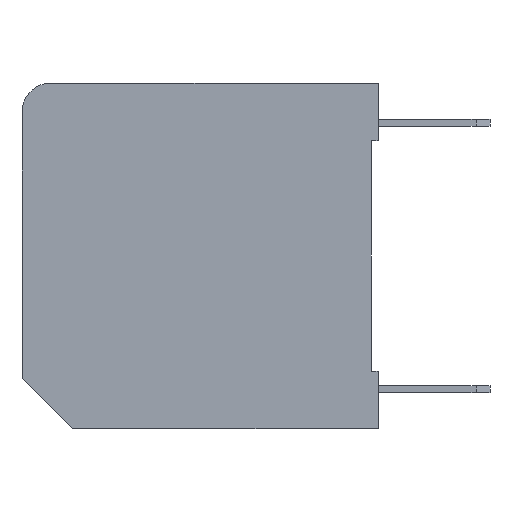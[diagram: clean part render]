
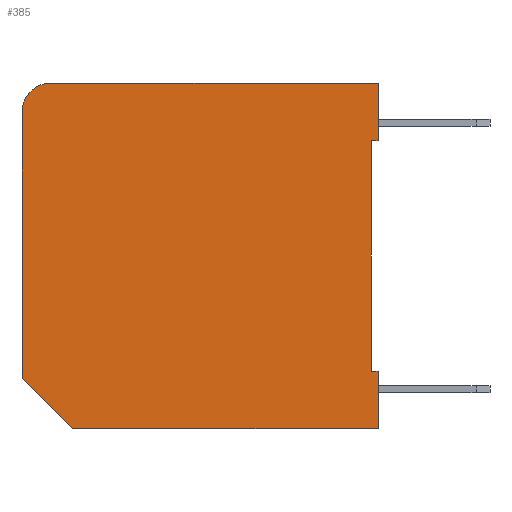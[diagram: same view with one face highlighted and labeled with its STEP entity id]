
A CAD part, left-side view. The second image highlights one B-rep face of the part: STEP entity #385.
In plain terms, the highlighted planar face has unit normal (-1, 0, 0).
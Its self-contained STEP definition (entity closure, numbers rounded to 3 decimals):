
#385=ADVANCED_FACE('',(#779),#780,.F.);
#779=FACE_OUTER_BOUND('',#1164,.T.);
#780=PLANE('',#1165);
#1164=EDGE_LOOP('',(#2262,#2263,#2264,#2265,#2266,#2267,#2268,#2269,#2270,#2271));
#1165=AXIS2_PLACEMENT_3D('',#2272,#2273,#2274);
#2262=ORIENTED_EDGE('',*,*,#2662,.F.);
#2263=ORIENTED_EDGE('',*,*,#2699,.F.);
#2264=ORIENTED_EDGE('',*,*,#2702,.F.);
#2265=ORIENTED_EDGE('',*,*,#2635,.F.);
#2266=ORIENTED_EDGE('',*,*,#2705,.F.);
#2267=ORIENTED_EDGE('',*,*,#2689,.F.);
#2268=ORIENTED_EDGE('',*,*,#2694,.F.);
#2269=ORIENTED_EDGE('',*,*,#2682,.T.);
#2270=ORIENTED_EDGE('',*,*,#2676,.F.);
#2271=ORIENTED_EDGE('',*,*,#2669,.T.);
#2272=CARTESIAN_POINT('',(0.,4.714,-4.878));
#2273=DIRECTION('',(1.0,0.0,0.));
#2274=DIRECTION('',(0.,0.0,-1.0));
#2635=EDGE_CURVE('',#3241,#3243,#3244,.T.);
#2662=EDGE_CURVE('',#3287,#3289,#3290,.T.);
#2669=EDGE_CURVE('',#3299,#3289,#3300,.T.);
#2676=EDGE_CURVE('',#3299,#3308,#3309,.T.);
#2682=EDGE_CURVE('',#3316,#3308,#3317,.T.);
#2689=EDGE_CURVE('',#3324,#3326,#3327,.T.);
#2694=EDGE_CURVE('',#3316,#3324,#3334,.T.);
#2699=EDGE_CURVE('',#3338,#3287,#3340,.T.);
#2702=EDGE_CURVE('',#3243,#3338,#3343,.T.);
#2705=EDGE_CURVE('',#3326,#3241,#3346,.T.);
#3241=VERTEX_POINT('',#4138);
#3243=VERTEX_POINT('',#4141);
#3244=LINE('',#4142,#4143);
#3287=VERTEX_POINT('',#4204);
#3289=VERTEX_POINT('',#4207);
#3290=LINE('',#4208,#4209);
#3299=VERTEX_POINT('',#4222);
#3300=LINE('',#4223,#4224);
#3308=VERTEX_POINT('',#4236);
#3309=LINE('',#4237,#4238);
#3316=VERTEX_POINT('',#4249);
#3317=LINE('',#4250,#4251);
#3324=VERTEX_POINT('',#4261);
#3326=VERTEX_POINT('',#4264);
#3327=LINE('',#4265,#4266);
#3334=LINE('',#4276,#4277);
#3338=VERTEX_POINT('',#4282);
#3340=LINE('',#4285,#4286);
#3343=CIRCLE('',#4290,0.825);
#3346=LINE('',#4294,#4295);
#4138=CARTESIAN_POINT('',(0.,10.0,-8.45));
#4141=CARTESIAN_POINT('',(0.,10.0,-0.825));
#4142=CARTESIAN_POINT('',(0.,10.0,-8.45));
#4143=VECTOR('',#4561,1.0);
#4204=CARTESIAN_POINT('',(0.0,-0.2,0.0));
#4207=CARTESIAN_POINT('',(0.,-0.2,-1.65));
#4208=CARTESIAN_POINT('',(0.0,-0.2,0.0));
#4209=VECTOR('',#4584,1.0);
#4222=CARTESIAN_POINT('',(0.,0.0,-1.65));
#4223=CARTESIAN_POINT('',(0.,0.0,-1.65));
#4224=VECTOR('',#4589,1.0);
#4236=CARTESIAN_POINT('',(0.,0.0,-8.25));
#4237=CARTESIAN_POINT('',(0.,0.0,-1.65));
#4238=VECTOR('',#4594,1.0);
#4249=CARTESIAN_POINT('',(0.,-0.2,-8.25));
#4250=CARTESIAN_POINT('',(0.,-0.2,-8.25));
#4251=VECTOR('',#4599,1.0);
#4261=CARTESIAN_POINT('',(0.,-0.2,-9.9));
#4264=CARTESIAN_POINT('',(0.,8.55,-9.9));
#4265=CARTESIAN_POINT('',(0.,-0.2,-9.9));
#4266=VECTOR('',#4604,1.0);
#4276=CARTESIAN_POINT('',(0.,-0.2,-8.25));
#4277=VECTOR('',#4608,1.0);
#4282=CARTESIAN_POINT('',(0.0,9.175,0.0));
#4285=CARTESIAN_POINT('',(0.0,9.175,0.0));
#4286=VECTOR('',#4611,1.0);
#4290=AXIS2_PLACEMENT_3D('',#4613,#4614,#4615);
#4294=CARTESIAN_POINT('',(0.,8.55,-9.9));
#4295=VECTOR('',#4617,1.0);
#4561=DIRECTION('',(0.,0.,1.0));
#4584=DIRECTION('',(0.,0.0,-1.0));
#4589=DIRECTION('',(0.,-1.0,0.));
#4594=DIRECTION('',(0.,0.0,-1.0));
#4599=DIRECTION('',(0.0,1.0,0.0));
#4604=DIRECTION('',(0.,1.0,0.));
#4608=DIRECTION('',(0.,0.0,-1.0));
#4611=DIRECTION('',(0.0,-1.0,0.0));
#4613=CARTESIAN_POINT('',(0.,9.175,-0.825));
#4614=DIRECTION('',(1.0,0.0,0.));
#4615=DIRECTION('',(0.,0.0,-1.0));
#4617=DIRECTION('',(0.,0.707,0.707));
